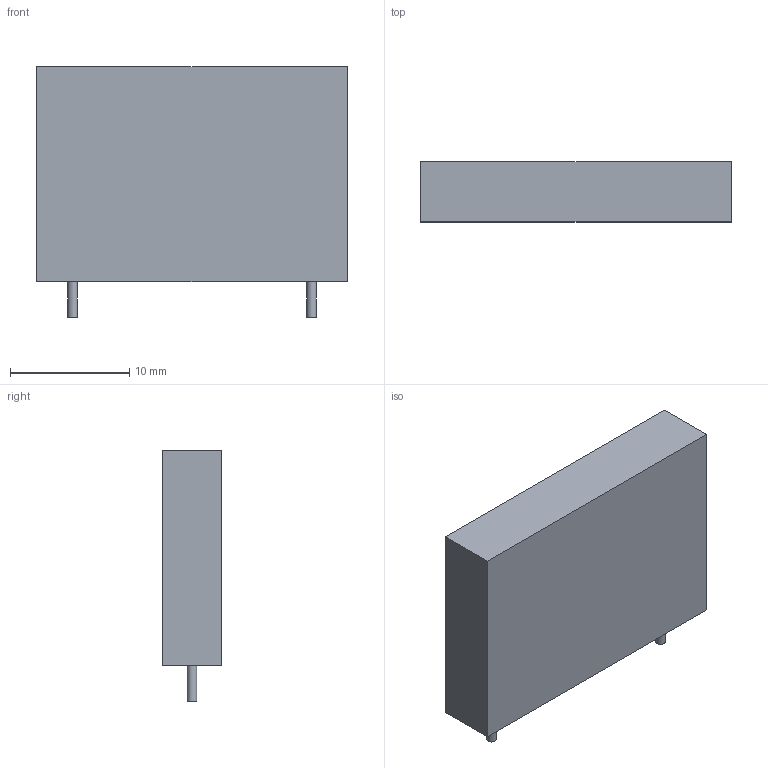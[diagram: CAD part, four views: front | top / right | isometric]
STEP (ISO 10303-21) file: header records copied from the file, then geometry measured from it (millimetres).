
FILE_DESCRIPTION(/* description */ ('model of R_Box_L26.0mm_W5.0mm_P20.00mm'),/* implementation_level */ '2;1');
FILE_NAME(/* name */ 'R_Box_L26.0mm_W5.0mm_P20.00mm.step',/* time_stamp */ '2017-10-31T21:41:01',/* author */ ('kicad StepUp','ksu'),/* organization */ ('FreeCAD'),/* preprocessor_version */ 'OCC',/* originating_system */ 'kicad StepUp',/* authorisation */ '');
FILE_SCHEMA(('AUTOMOTIVE_DESIGN_CC2 { 1 2 10303 214 -1 1 5 4 }'));
Length unit declared in the file: millimetre
Products named in the file (2): ASSEMBLY; R_Box_L260mm_W50mm_P2000mm
Assembly tree (1 placements, depth 2):
  ASSEMBLY
    R_Box_L260mm_W50mm_P2000mm
Bounding box: 26 x 5 x 21 mm (x, y, z)
Volume: 2343 mm3; surface area: 1391.1 mm2
Topology: 1 solids, 1 shells, 10 faces, 18 edges, 12 vertices
Faces by surface type: plane 8, cylinder 2
Full cylindrical faces by diameter (mm): 0.8 x2
Entity records: 347 total; most frequent: DIRECTION 46, CARTESIAN_POINT 42, ORIENTED_EDGE 36, EDGE_CURVE 18, AXIS2_PLACEMENT_3D 16, LINE 14, VECTOR 14, FACE_BOUND 12
